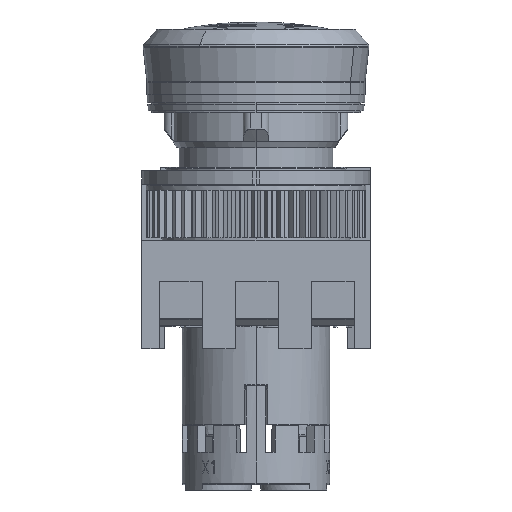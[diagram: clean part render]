
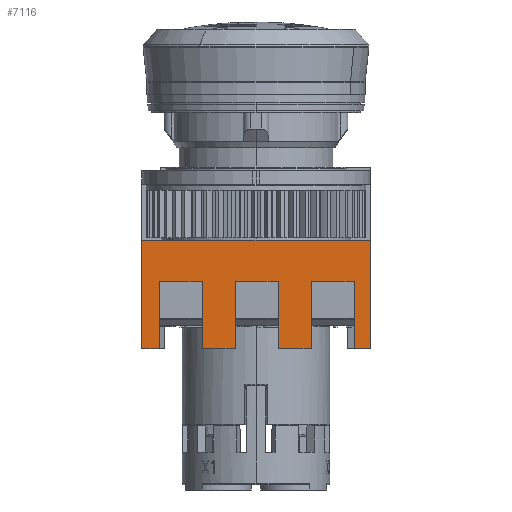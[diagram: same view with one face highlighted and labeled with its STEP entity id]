
A CAD part, front view. The second image highlights one B-rep face of the part: STEP entity #7116.
In plain terms, the highlighted planar face has unit normal (0, -1, 0).
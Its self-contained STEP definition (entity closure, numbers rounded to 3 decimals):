
#7116=ADVANCED_FACE('',(#14303),#14304,.F.);
#14303=FACE_OUTER_BOUND('',#21467,.T.);
#14304=PLANE('',#21468);
#21467=EDGE_LOOP('',(#44090,#44091,#44092,#44093,#44094,#44095,#44096,#44097,#44098,#44099,#44100,#44101,#44102,#44103,#44104,#44105));
#21468=AXIS2_PLACEMENT_3D('',#44106,#44107,#44108);
#44090=ORIENTED_EDGE('',*,*,#52037,.T.);
#44091=ORIENTED_EDGE('',*,*,#52069,.T.);
#44092=ORIENTED_EDGE('',*,*,#52052,.T.);
#44093=ORIENTED_EDGE('',*,*,#52065,.T.);
#44094=ORIENTED_EDGE('',*,*,#50289,.T.);
#44095=ORIENTED_EDGE('',*,*,#52105,.T.);
#44096=ORIENTED_EDGE('',*,*,#52078,.T.);
#44097=ORIENTED_EDGE('',*,*,#52096,.T.);
#44098=ORIENTED_EDGE('',*,*,#52101,.T.);
#44099=ORIENTED_EDGE('',*,*,#52247,.T.);
#44100=ORIENTED_EDGE('',*,*,#52250,.T.);
#44101=ORIENTED_EDGE('',*,*,#52268,.F.);
#44102=ORIENTED_EDGE('',*,*,#52234,.T.);
#44103=ORIENTED_EDGE('',*,*,#52042,.T.);
#44104=ORIENTED_EDGE('',*,*,#52014,.T.);
#44105=ORIENTED_EDGE('',*,*,#52032,.T.);
#44106=CARTESIAN_POINT('',(14.9,0.0,29.975));
#44107=DIRECTION('',(-0.0,1.0,0.0));
#44108=DIRECTION('',(1.0,0.0,0.0));
#50289=EDGE_CURVE('',#62392,#62390,#62393,.T.);
#52014=EDGE_CURVE('',#64880,#64878,#64881,.T.);
#52032=EDGE_CURVE('',#64878,#64904,#64905,.T.);
#52037=EDGE_CURVE('',#64904,#64910,#64912,.T.);
#52042=EDGE_CURVE('',#64918,#64880,#64919,.T.);
#52052=EDGE_CURVE('',#64936,#64934,#64937,.T.);
#52065=EDGE_CURVE('',#64934,#62392,#64950,.T.);
#52069=EDGE_CURVE('',#64910,#64936,#64954,.T.);
#52078=EDGE_CURVE('',#64970,#64968,#64971,.T.);
#52096=EDGE_CURVE('',#64968,#64994,#64995,.T.);
#52101=EDGE_CURVE('',#64994,#65000,#65002,.T.);
#52105=EDGE_CURVE('',#62390,#64970,#65006,.T.);
#52234=EDGE_CURVE('',#65204,#64918,#65205,.T.);
#52247=EDGE_CURVE('',#65000,#65220,#65222,.T.);
#52250=EDGE_CURVE('',#65220,#65224,#65226,.T.);
#52268=EDGE_CURVE('',#65204,#65224,#65254,.T.);
#62390=VERTEX_POINT('',#80039);
#62392=VERTEX_POINT('',#80042);
#62393=LINE('',#80043,#80044);
#64878=VERTEX_POINT('',#83222);
#64880=VERTEX_POINT('',#83225);
#64881=LINE('',#83226,#83227);
#64904=VERTEX_POINT('',#83261);
#64905=LINE('',#83262,#83263);
#64910=VERTEX_POINT('',#83270);
#64912=LINE('',#83273,#83274);
#64918=VERTEX_POINT('',#83282);
#64919=LINE('',#83283,#83284);
#64934=VERTEX_POINT('',#83306);
#64936=VERTEX_POINT('',#83309);
#64937=LINE('',#83310,#83311);
#64950=LINE('',#83330,#83331);
#64954=LINE('',#83336,#83337);
#64968=VERTEX_POINT('',#83357);
#64970=VERTEX_POINT('',#83360);
#64971=LINE('',#83361,#83362);
#64994=VERTEX_POINT('',#83396);
#64995=LINE('',#83397,#83398);
#65000=VERTEX_POINT('',#83405);
#65002=LINE('',#83408,#83409);
#65006=LINE('',#83414,#83415);
#65204=VERTEX_POINT('',#83709);
#65205=LINE('',#83710,#83711);
#65220=VERTEX_POINT('',#83733);
#65222=LINE('',#83736,#83737);
#65224=VERTEX_POINT('',#83739);
#65226=LINE('',#83742,#83743);
#65254=LINE('',#83781,#83782);
#80039=CARTESIAN_POINT('',(17.8,0.0,18.4));
#80042=CARTESIAN_POINT('',(17.8,0.0,27.2));
#80043=CARTESIAN_POINT('',(17.8,0.0,26.103));
#80044=VECTOR('',#93442,1.0);
#83222=CARTESIAN_POINT('',(2.3,0.0,27.2));
#83225=CARTESIAN_POINT('',(2.3,0.0,18.4));
#83226=CARTESIAN_POINT('',(2.3,0.0,26.103));
#83227=VECTOR('',#95913,1.0);
#83261=CARTESIAN_POINT('',(7.9,0.0,27.2));
#83262=CARTESIAN_POINT('',(11.4,0.0,27.2));
#83263=VECTOR('',#95925,1.0);
#83270=CARTESIAN_POINT('',(7.9,0.0,18.4));
#83273=CARTESIAN_POINT('',(7.9,0.0,26.103));
#83274=VECTOR('',#95929,1.0);
#83282=CARTESIAN_POINT('',(0.0,0.0,18.4));
#83283=CARTESIAN_POINT('',(0.0,0.0,18.4));
#83284=VECTOR('',#95932,1.0);
#83306=CARTESIAN_POINT('',(12.2,0.0,27.2));
#83309=CARTESIAN_POINT('',(12.2,0.0,18.4));
#83310=CARTESIAN_POINT('',(12.2,0.0,26.103));
#83311=VECTOR('',#95941,1.0);
#83330=CARTESIAN_POINT('',(16.35,0.0,27.2));
#83331=VECTOR('',#95948,1.0);
#83336=CARTESIAN_POINT('',(0.0,0.0,18.4));
#83337=VECTOR('',#95950,1.0);
#83357=CARTESIAN_POINT('',(22.1,0.0,27.2));
#83360=CARTESIAN_POINT('',(22.1,0.0,18.4));
#83361=CARTESIAN_POINT('',(22.1,0.0,26.103));
#83362=VECTOR('',#95958,1.0);
#83396=CARTESIAN_POINT('',(27.7,0.0,27.2));
#83397=CARTESIAN_POINT('',(21.3,0.0,27.2));
#83398=VECTOR('',#95970,1.0);
#83405=CARTESIAN_POINT('',(27.7,0.0,18.4));
#83408=CARTESIAN_POINT('',(27.7,0.0,26.103));
#83409=VECTOR('',#95974,1.0);
#83414=CARTESIAN_POINT('',(0.0,0.0,18.4));
#83415=VECTOR('',#95976,1.0);
#83709=CARTESIAN_POINT('',(0.0,0.,32.55));
#83710=CARTESIAN_POINT('',(0.0,0.,32.55));
#83711=VECTOR('',#96088,1.0);
#83733=CARTESIAN_POINT('',(29.8,0.0,18.4));
#83736=CARTESIAN_POINT('',(0.0,0.0,18.4));
#83737=VECTOR('',#96097,1.0);
#83739=CARTESIAN_POINT('',(29.8,0.,32.55));
#83742=CARTESIAN_POINT('',(29.8,0.,32.55));
#83743=VECTOR('',#96099,1.0);
#83781=CARTESIAN_POINT('',(0.0,0.,32.55));
#83782=VECTOR('',#96122,1.0);
#93442=DIRECTION('',(0.0,0.0,-1.0));
#95913=DIRECTION('',(0.0,0.0,1.0));
#95925=DIRECTION('',(1.0,-0.0,0.0));
#95929=DIRECTION('',(0.0,0.0,-1.0));
#95932=DIRECTION('',(1.0,0.0,0.0));
#95941=DIRECTION('',(0.0,0.0,1.0));
#95948=DIRECTION('',(1.0,-0.0,0.0));
#95950=DIRECTION('',(1.0,0.0,0.0));
#95958=DIRECTION('',(0.0,0.0,1.0));
#95970=DIRECTION('',(1.0,-0.0,0.0));
#95974=DIRECTION('',(0.0,0.0,-1.0));
#95976=DIRECTION('',(1.0,0.0,0.0));
#96088=DIRECTION('',(0.0,0.,-1.0));
#96097=DIRECTION('',(1.0,0.0,0.0));
#96099=DIRECTION('',(0.0,0.,1.0));
#96122=DIRECTION('',(1.0,0.0,0.0));
